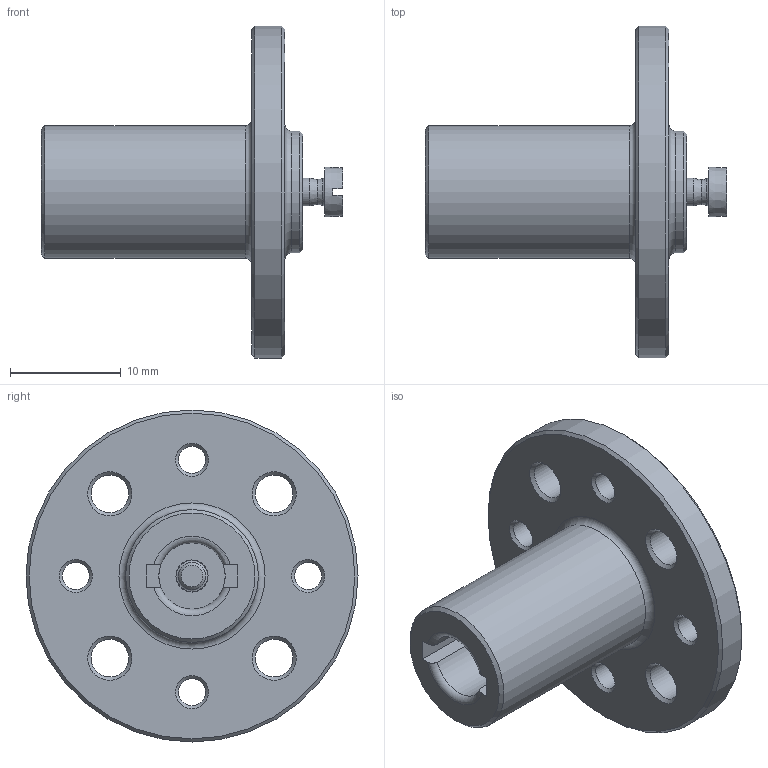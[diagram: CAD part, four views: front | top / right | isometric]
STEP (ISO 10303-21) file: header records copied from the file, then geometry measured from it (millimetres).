
FILE_DESCRIPTION(/* description */ ('STEP AP214'),/* implementation_level */ '2;1');
FILE_NAME(/* name */ '32798_FWSR-10',/* time_stamp */ '2024-08-28T19:22:30+02:00',/* author */ ('License CC BY-ND 4.0'),/* organization */ ('CADENAS'),/* preprocessor_version */ 'ST-DEVELOPER v19.3',/* originating_system */ 'PARTsolutions',/* authorisation */ ' ');
FILE_SCHEMA (('AUTOMOTIVE_DESIGN {1 0 10303 214 3 1 1}'));
Length unit declared in the file: millimetre
Products named in the file (4): 32798 FWSR-10; 32798 FWSR-10---(part); Spring lock washer DIN 127 B2.5; DIN-84 - M2.5x12
Assembly tree (3 placements, depth 2):
  32798 FWSR-10
    32798 FWSR-10---(part)
    Spring lock washer DIN 127 B2.5
    DIN-84 - M2.5x12
Bounding box: 27.2 x 30 x 30 mm (x, y, z)
Volume: 3674.8 mm3; surface area: 3161 mm2
Topology: 3 solids, 3 shells, 71 faces, 156 edges, 96 vertices
Faces by surface type: plane 25, cone 24, cylinder 17, torus 5
Full cylindrical faces by diameter (mm): 2.459 x4, 2.5 x1, 2.9 x1, 3.4 x4, 5.4 x1, 6 x1, 11 x1, 12 x1, 30 x1
Entity records: 1851 total; most frequent: DIRECTION 326, CARTESIAN_POINT 301, ORIENTED_EDGE 220, AXIS2_PLACEMENT_3D 149, EDGE_LOOP 136, FACE_BOUND 136, EDGE_CURVE 110, VERTEX_POINT 92
